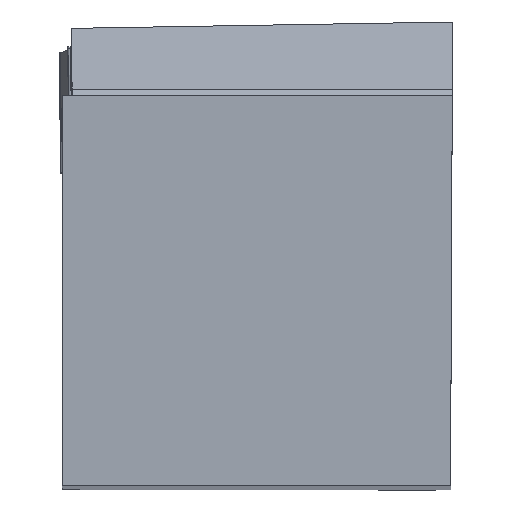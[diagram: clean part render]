
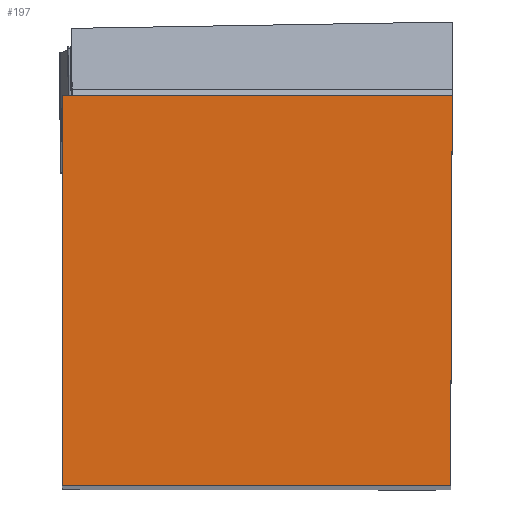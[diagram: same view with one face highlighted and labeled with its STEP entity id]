
A CAD part, top view. The second image highlights one B-rep face of the part: STEP entity #197.
In plain terms, the highlighted planar face has unit normal (0, 0, 1).
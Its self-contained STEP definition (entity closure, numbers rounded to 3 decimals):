
#197=ADVANCED_FACE('BLANK_BOXF006',(#303),#242,.F.);
#242=PLANE('',#1514);
#303=FACE_OUTER_BOUND('',#374,.T.);
#374=EDGE_LOOP('',(#701,#702,#703,#704));
#701=ORIENTED_EDGE('',*,*,#1044,.F.);
#702=ORIENTED_EDGE('',*,*,#1045,.F.);
#703=ORIENTED_EDGE('',*,*,#1046,.F.);
#704=ORIENTED_EDGE('',*,*,#1047,.F.);
#875=VERTEX_POINT('',#2404);
#876=VERTEX_POINT('',#2405);
#877=VERTEX_POINT('',#2407);
#878=VERTEX_POINT('',#2409);
#1044=EDGE_CURVE('',#875,#876,#1185,.T.);
#1045=EDGE_CURVE('',#877,#875,#1186,.T.);
#1046=EDGE_CURVE('',#878,#877,#1187,.T.);
#1047=EDGE_CURVE('',#876,#878,#1188,.T.);
#1185=LINE('',#2403,#1326);
#1186=LINE('',#2406,#1327);
#1187=LINE('',#2408,#1328);
#1188=LINE('',#2410,#1329);
#1326=VECTOR('',#1840,1.);
#1327=VECTOR('',#1841,1.);
#1328=VECTOR('',#1842,1.);
#1329=VECTOR('',#1843,1.);
#1514=AXIS2_PLACEMENT_3D('',#2411,#1844,#1845);
#1840=DIRECTION('',(0.,1.,0.));
#1841=DIRECTION('',(-1.,0.,0.));
#1842=DIRECTION('',(-0.004,-1.,0.));
#1843=DIRECTION('',(1.,0.,0.));
#1844=DIRECTION('',(0.,0.,-1.));
#1845=DIRECTION('',(0.,-1.,0.));
#2403=CARTESIAN_POINT('',(-18.923,-127.,0.));
#2404=CARTESIAN_POINT('',(-18.923,0.,0.));
#2405=CARTESIAN_POINT('',(-18.923,18.923,0.));
#2406=CARTESIAN_POINT('',(127.,0.,0.));
#2407=CARTESIAN_POINT('',(-0.083,0.,0.));
#2408=CARTESIAN_POINT('',(0.472,126.999,0.));
#2409=CARTESIAN_POINT('',(0.,18.923,0.));
#2410=CARTESIAN_POINT('',(-127.,18.923,0.));
#2411=CARTESIAN_POINT('',(-37.973,-5.,0.));
